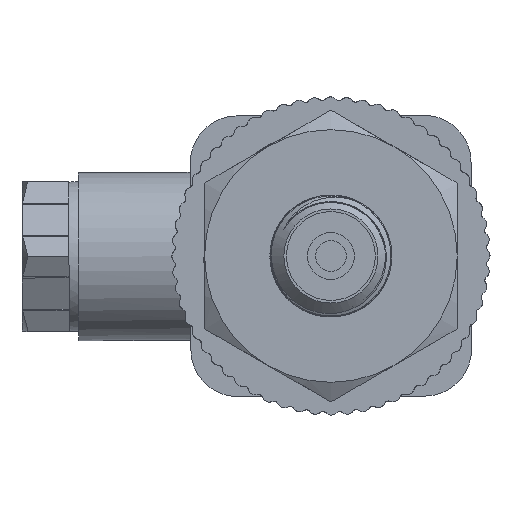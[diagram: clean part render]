
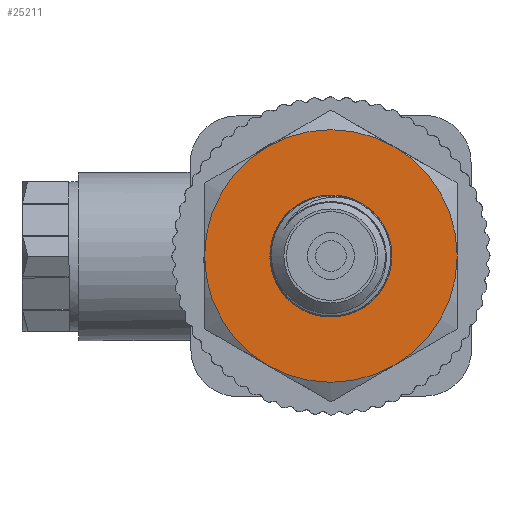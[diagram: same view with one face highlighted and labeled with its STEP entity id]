
A CAD part, left-side view. The second image highlights one B-rep face of the part: STEP entity #25211.
In plain terms, the highlighted face is planar.
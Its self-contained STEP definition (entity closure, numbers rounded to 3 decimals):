
#490=FACE_BOUND('',#4415,.T.);
#1589=PLANE('',#26648);
#2957=FACE_OUTER_BOUND('',#4414,.T.);
#4414=EDGE_LOOP('',(#23633));
#4415=EDGE_LOOP('',(#23634));
#4902=CIRCLE('',#26647,13.5);
#4903=CIRCLE('',#26649,6.5);
#12489=VERTEX_POINT('',#77911);
#12490=VERTEX_POINT('',#77915);
#16208=EDGE_CURVE('',#12489,#12489,#4902,.T.);
#16210=EDGE_CURVE('',#12490,#12490,#4903,.T.);
#23633=ORIENTED_EDGE('',*,*,#16208,.T.);
#23634=ORIENTED_EDGE('',*,*,#16210,.F.);
#25211=ADVANCED_FACE('',(#2957,#490),#1589,.T.);
#26647=AXIS2_PLACEMENT_3D('',#77912,#31413,#31414);
#26648=AXIS2_PLACEMENT_3D('',#77914,#31416,#31417);
#26649=AXIS2_PLACEMENT_3D('',#77916,#31418,#31419);
#31413=DIRECTION('center_axis',(1.,0.,0.));
#31414=DIRECTION('ref_axis',(0.,0.,-1.));
#31416=DIRECTION('center_axis',(1.,0.,0.));
#31417=DIRECTION('ref_axis',(0.,0.,-1.));
#31418=DIRECTION('center_axis',(1.,0.,0.));
#31419=DIRECTION('ref_axis',(0.,0.,-1.));
#77911=CARTESIAN_POINT('',(-11.,-13.5,0.));
#77912=CARTESIAN_POINT('Origin',(-11.,0.,0.));
#77914=CARTESIAN_POINT('Origin',(-11.,6.5,0.));
#77915=CARTESIAN_POINT('',(-11.,0.,6.5));
#77916=CARTESIAN_POINT('Origin',(-11.,0.,0.));
